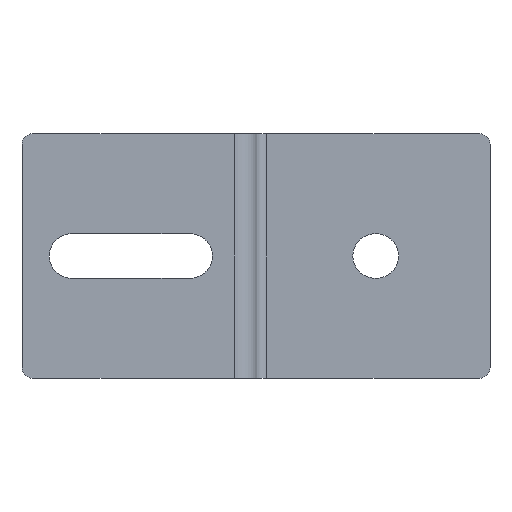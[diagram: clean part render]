
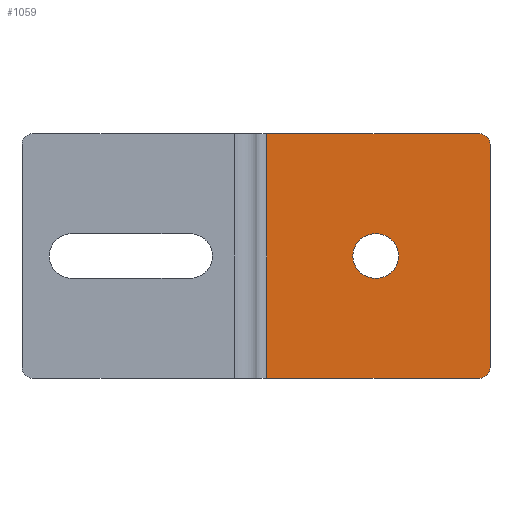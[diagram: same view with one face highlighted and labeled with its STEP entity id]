
A CAD part, left-side view. The second image highlights one B-rep face of the part: STEP entity #1059.
In plain terms, the highlighted planar face has unit normal (-1, 0, 0).
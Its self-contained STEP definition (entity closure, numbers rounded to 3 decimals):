
#7 = EDGE_CURVE ( 'NONE', #218, #953, #174, .T. ) ;
#9 = DIRECTION ( 'NONE',  ( 0., 1., 0. ) ) ;
#13 = AXIS2_PLACEMENT_3D ( 'NONE', #789, #121, #800 ) ;
#21 = CARTESIAN_POINT ( 'NONE',  ( -2., -43., 0. ) ) ;
#30 = CARTESIAN_POINT ( 'NONE',  ( -2., -24.1, 18.4 ) ) ;
#31 = DIRECTION ( 'NONE',  ( 0., 1., 0. ) ) ;
#32 = CIRCLE ( 'NONE', #613, 2. ) ;
#40 = ORIENTED_EDGE ( 'NONE', *, *, #248, .T. ) ;
#42 = EDGE_LOOP ( 'NONE', ( #584, #61, #40, #885, #123 ) ) ;
#48 = VERTEX_POINT ( 'NONE', #517 ) ;
#54 = CARTESIAN_POINT ( 'NONE',  ( -2., -43., 2. ) ) ;
#55 = ORIENTED_EDGE ( 'NONE', *, *, #325, .T. ) ;
#61 = ORIENTED_EDGE ( 'NONE', *, *, #198, .T. ) ;
#69 = CARTESIAN_POINT ( 'NONE',  ( -2., -24.1, 22.5 ) ) ;
#79 = EDGE_CURVE ( 'NONE', #163, #534, #426, .T. ) ;
#107 = DIRECTION ( 'NONE',  ( 0., 0., -1. ) ) ;
#117 = CARTESIAN_POINT ( 'NONE',  ( -2., -4., 0. ) ) ;
#121 = DIRECTION ( 'NONE',  ( 1., 0., 0. ) ) ;
#123 = ORIENTED_EDGE ( 'NONE', *, *, #713, .T. ) ;
#147 = EDGE_LOOP ( 'NONE', ( #577, #55, #879, #369, #911, #391 ) ) ;
#155 = CARTESIAN_POINT ( 'NONE',  ( -2., -4., 45. ) ) ;
#163 = VERTEX_POINT ( 'NONE', #21 ) ;
#174 = CIRCLE ( 'NONE', #791, 2. ) ;
#178 = DIRECTION ( 'NONE',  ( 0., -1., 0. ) ) ;
#182 = CARTESIAN_POINT ( 'NONE',  ( -2., -4., 45. ) ) ;
#188 = DIRECTION ( 'NONE',  ( 1., 0., 0. ) ) ;
#194 = DIRECTION ( 'NONE',  ( 0., -1., 0. ) ) ;
#196 = CARTESIAN_POINT ( 'NONE',  ( -2., -45., 45. ) ) ;
#198 = EDGE_CURVE ( 'NONE', #48, #329, #943, .T. ) ;
#200 = CARTESIAN_POINT ( 'NONE',  ( -2., -45., 2. ) ) ;
#218 = VERTEX_POINT ( 'NONE', #423 ) ;
#233 = VERTEX_POINT ( 'NONE', #200 ) ;
#242 = DIRECTION ( 'NONE',  ( -1., 0., 0. ) ) ;
#248 = EDGE_CURVE ( 'NONE', #329, #655, #1039, .T. ) ;
#285 = CARTESIAN_POINT ( 'NONE',  ( -2., 0., 26.6 ) ) ;
#303 = CARTESIAN_POINT ( 'NONE',  ( -2., -23.9, 26.6 ) ) ;
#305 = VECTOR ( 'NONE', #107, 1000. ) ;
#306 = VECTOR ( 'NONE', #1005, 1000. ) ;
#312 = VECTOR ( 'NONE', #927, 1000. ) ;
#325 = EDGE_CURVE ( 'NONE', #163, #233, #32, .T. ) ;
#329 = VERTEX_POINT ( 'NONE', #303 ) ;
#331 = DIRECTION ( 'NONE',  ( -1., 0., 0. ) ) ;
#342 = DIRECTION ( 'NONE',  ( -1., 0., 0. ) ) ;
#369 = ORIENTED_EDGE ( 'NONE', *, *, #7, .T. ) ;
#391 = ORIENTED_EDGE ( 'NONE', *, *, #679, .F. ) ;
#397 = CIRCLE ( 'NONE', #1046, 4.1 ) ;
#400 = DIRECTION ( 'NONE',  ( 1., 0., 0. ) ) ;
#413 = LINE ( 'NONE', #757, #985 ) ;
#417 = CARTESIAN_POINT ( 'NONE',  ( -2., 0., 45. ) ) ;
#423 = CARTESIAN_POINT ( 'NONE',  ( -2., -45., 43. ) ) ;
#426 = LINE ( 'NONE', #688, #312 ) ;
#437 = FACE_BOUND ( 'NONE', #42, .T. ) ;
#447 = EDGE_CURVE ( 'NONE', #546, #48, #413, .T. ) ;
#494 = VECTOR ( 'NONE', #178, 1000. ) ;
#517 = CARTESIAN_POINT ( 'NONE',  ( -2., -23.9, 18.4 ) ) ;
#534 = VERTEX_POINT ( 'NONE', #117 ) ;
#540 = PLANE ( 'NONE',  #697 ) ;
#546 = VERTEX_POINT ( 'NONE', #30 ) ;
#575 = CIRCLE ( 'NONE', #13, 4.1 ) ;
#577 = ORIENTED_EDGE ( 'NONE', *, *, #79, .F. ) ;
#584 = ORIENTED_EDGE ( 'NONE', *, *, #447, .T. ) ;
#585 = CARTESIAN_POINT ( 'NONE',  ( -2., -43., 43. ) ) ;
#605 = CARTESIAN_POINT ( 'NONE',  ( -2., 0., 45. ) ) ;
#607 = CARTESIAN_POINT ( 'NONE',  ( -2., -43., 45. ) ) ;
#613 = AXIS2_PLACEMENT_3D ( 'NONE', #54, #242, #805 ) ;
#653 = CARTESIAN_POINT ( 'NONE',  ( -2., -24.1, 26.6 ) ) ;
#655 = VERTEX_POINT ( 'NONE', #653 ) ;
#679 = EDGE_CURVE ( 'NONE', #534, #1068, #1065, .T. ) ;
#688 = CARTESIAN_POINT ( 'NONE',  ( -2., 0., 0. ) ) ;
#693 = EDGE_CURVE ( 'NONE', #655, #732, #397, .T. ) ;
#697 = AXIS2_PLACEMENT_3D ( 'NONE', #605, #342, #194 ) ;
#700 = LINE ( 'NONE', #196, #305 ) ;
#713 = EDGE_CURVE ( 'NONE', #732, #546, #575, .T. ) ;
#732 = VERTEX_POINT ( 'NONE', #794 ) ;
#741 = DIRECTION ( 'NONE',  ( 0., 1., 0. ) ) ;
#757 = CARTESIAN_POINT ( 'NONE',  ( -2., 0., 18.4 ) ) ;
#789 = CARTESIAN_POINT ( 'NONE',  ( -2., -24.1, 22.5 ) ) ;
#791 = AXIS2_PLACEMENT_3D ( 'NONE', #585, #331, #1075 ) ;
#794 = CARTESIAN_POINT ( 'NONE',  ( -2., -28.2, 22.5 ) ) ;
#795 = EDGE_CURVE ( 'NONE', #218, #233, #700, .T. ) ;
#800 = DIRECTION ( 'NONE',  ( 0., 1., 0. ) ) ;
#805 = DIRECTION ( 'NONE',  ( 0., -1., 0. ) ) ;
#819 = DIRECTION ( 'NONE',  ( 0., 0., 1. ) ) ;
#825 = AXIS2_PLACEMENT_3D ( 'NONE', #936, #188, #31 ) ;
#852 = LINE ( 'NONE', #417, #306 ) ;
#879 = ORIENTED_EDGE ( 'NONE', *, *, #795, .F. ) ;
#885 = ORIENTED_EDGE ( 'NONE', *, *, #693, .T. ) ;
#911 = ORIENTED_EDGE ( 'NONE', *, *, #950, .T. ) ;
#927 = DIRECTION ( 'NONE',  ( 0., 1., 0. ) ) ;
#936 = CARTESIAN_POINT ( 'NONE',  ( -2., -23.9, 22.5 ) ) ;
#941 = FACE_OUTER_BOUND ( 'NONE', #147, .T. ) ;
#943 = CIRCLE ( 'NONE', #825, 4.1 ) ;
#950 = EDGE_CURVE ( 'NONE', #953, #1068, #852, .T. ) ;
#953 = VERTEX_POINT ( 'NONE', #607 ) ;
#979 = VECTOR ( 'NONE', #819, 1000. ) ;
#985 = VECTOR ( 'NONE', #9, 1000. ) ;
#1005 = DIRECTION ( 'NONE',  ( 0., 1., 0. ) ) ;
#1039 = LINE ( 'NONE', #285, #494 ) ;
#1046 = AXIS2_PLACEMENT_3D ( 'NONE', #69, #400, #741 ) ;
#1059 = ADVANCED_FACE ( 'NONE', ( #437, #941 ), #540, .T. ) ;
#1065 = LINE ( 'NONE', #155, #979 ) ;
#1068 = VERTEX_POINT ( 'NONE', #182 ) ;
#1075 = DIRECTION ( 'NONE',  ( 0., -1., 0. ) ) ;
